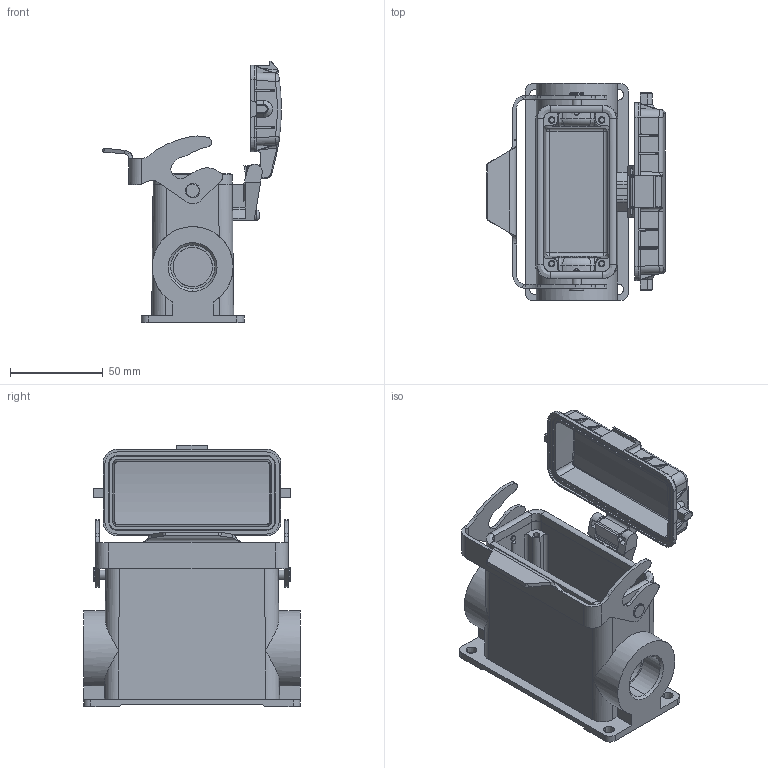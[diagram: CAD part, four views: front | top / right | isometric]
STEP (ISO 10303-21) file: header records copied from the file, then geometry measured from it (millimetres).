
FILE_DESCRIPTION(/* description */ (''),/* implementation_level */ '2;1');
FILE_NAME(/* name */ 'H16B-SFH-1L-MCV-XXX.stp',/* time_stamp */ '2023-11-25T12:49:59+08:00',/* author */ (''),/* organization */ (''),/* preprocessor_version */ 'ST-DEVELOPER v16',/* originating_system */ 'SIEMENS PLM Software NX 10.0',/* authorisation */ '');
FILE_SCHEMA (('AUTOMOTIVE_DESIGN { 1 0 10303 214 3 1 1 1 }'));
Length unit declared in the file: millimetre
Products named in the file (1): Admi17FC6373u1i2
Bounding box: 96.37 x 117 x 140.83 mm (x, y, z)
Volume: 181609.1 mm3; surface area: 88884.5 mm2
Topology: 1 solids, 3 shells, 800 faces, 2208 edges, 1430 vertices
Faces by surface type: plane 371, cylinder 299, bspline 68, cone 38, torus 18, extrusion 4, sphere 2
Full cylindrical faces by diameter (mm): 3 x36, 3.02 x2, 3.2 x2, 4.8 x4, 5.5 x2, 7.8 x2
Entity records: 39012 total; most frequent: CARTESIAN_POINT 20127, ORIENTED_EDGE 4134, DIRECTION 3685, EDGE_CURVE 2067, VERTEX_POINT 1350, AXIS2_PLACEMENT_3D 1290, VECTOR 1105, LINE 1101
